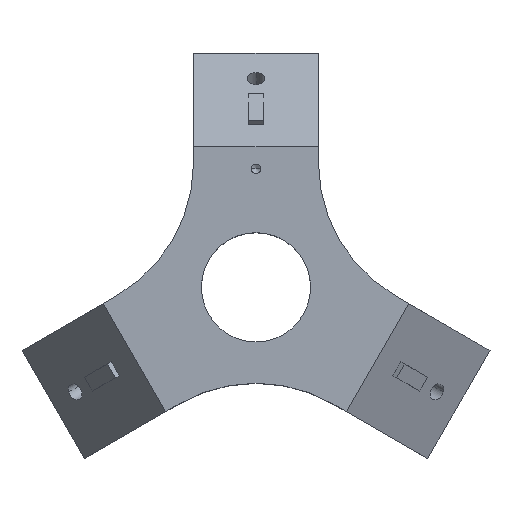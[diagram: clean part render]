
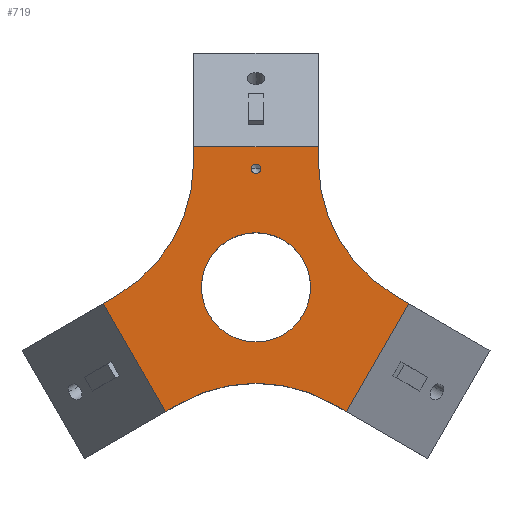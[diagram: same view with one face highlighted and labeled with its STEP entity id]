
A CAD part, top view. The second image highlights one B-rep face of the part: STEP entity #719.
In plain terms, the highlighted planar face has unit normal (0, 0, 1).
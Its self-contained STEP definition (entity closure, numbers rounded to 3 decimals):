
#57 = DIRECTION ( 'NONE',  ( 1., 0., 0. ) ) ;
#62 = ORIENTED_EDGE ( 'NONE', *, *, #1120, .F. ) ;
#65 = AXIS2_PLACEMENT_3D ( 'NONE', #1594, #562, #551 ) ;
#66 = VERTEX_POINT ( 'NONE', #554 ) ;
#69 = ORIENTED_EDGE ( 'NONE', *, *, #594, .T. ) ;
#70 = CARTESIAN_POINT ( 'NONE',  ( -20., 40., 50. ) ) ;
#86 = EDGE_CURVE ( 'NONE', #1139, #766, #1044, .T. ) ;
#90 = ORIENTED_EDGE ( 'NONE', *, *, #86, .T. ) ;
#98 = VECTOR ( 'NONE', #1381, 1000. ) ;
#109 = CARTESIAN_POINT ( 'NONE',  ( 20., 45., 50. ) ) ;
#119 = VECTOR ( 'NONE', #1556, 1000. ) ;
#121 = LINE ( 'NONE', #389, #843 ) ;
#165 = DIRECTION ( 'NONE',  ( 0., -1., 0. ) ) ;
#172 = VERTEX_POINT ( 'NONE', #850 ) ;
#173 = DIRECTION ( 'NONE',  ( 0.5, 0.866, 0. ) ) ;
#174 = VERTEX_POINT ( 'NONE', #991 ) ;
#175 = DIRECTION ( 'NONE',  ( 0., 0., -1. ) ) ;
#178 = CARTESIAN_POINT ( 'NONE',  ( -24.641, -37.321, 50. ) ) ;
#185 = DIRECTION ( 'NONE',  ( 0., 0., -1. ) ) ;
#189 = CARTESIAN_POINT ( 'NONE',  ( 48.971, -5.179, 50. ) ) ;
#204 = ORIENTED_EDGE ( 'NONE', *, *, #1034, .F. ) ;
#216 = VECTOR ( 'NONE', #829, 1000. ) ;
#218 = EDGE_CURVE ( 'NONE', #174, #641, #1173, .T. ) ;
#225 = VERTEX_POINT ( 'NONE', #873 ) ;
#245 = DIRECTION ( 'NONE',  ( 1., 0., 0. ) ) ;
#261 = FACE_BOUND ( 'NONE', #1144, .T. ) ;
#262 = CARTESIAN_POINT ( 'NONE',  ( -20., 45., 50. ) ) ;
#299 = EDGE_CURVE ( 'NONE', #639, #754, #1480, .T. ) ;
#310 = EDGE_CURVE ( 'NONE', #1150, #754, #1121, .T. ) ;
#312 = PLANE ( 'NONE',  #65 ) ;
#316 = VERTEX_POINT ( 'NONE', #109 ) ;
#341 = ORIENTED_EDGE ( 'NONE', *, *, #218, .T. ) ;
#361 = EDGE_CURVE ( 'NONE', #1300, #1115, #121, .T. ) ;
#367 = CARTESIAN_POINT ( 'NONE',  ( 0., -80., 50. ) ) ;
#370 = LINE ( 'NONE', #1666, #98 ) ;
#372 = CIRCLE ( 'NONE', #1592, 17.5 ) ;
#379 = CARTESIAN_POINT ( 'NONE',  ( -48.971, -5.179, 50. ) ) ;
#389 = CARTESIAN_POINT ( 'NONE',  ( -44.641, -2.679, 50. ) ) ;
#401 = DIRECTION ( 'NONE',  ( 0., 1., 0. ) ) ;
#429 = LINE ( 'NONE', #1464, #216 ) ;
#431 = DIRECTION ( 'NONE',  ( -0.866, -0.5, 0. ) ) ;
#451 = LINE ( 'NONE', #379, #119 ) ;
#459 = CARTESIAN_POINT ( 'NONE',  ( -48.971, -5.179, 50. ) ) ;
#462 = ORIENTED_EDGE ( 'NONE', *, *, #1667, .F. ) ;
#467 = DIRECTION ( 'NONE',  ( 1., 0., 0. ) ) ;
#468 = EDGE_CURVE ( 'NONE', #766, #1139, #372, .T. ) ;
#475 = AXIS2_PLACEMENT_3D ( 'NONE', #575, #1634, #745 ) ;
#495 = FACE_OUTER_BOUND ( 'NONE', #1223, .T. ) ;
#502 = EDGE_CURVE ( 'NONE', #639, #1279, #1098, .T. ) ;
#509 = LINE ( 'NONE', #523, #997 ) ;
#523 = CARTESIAN_POINT ( 'NONE',  ( 20., 40., 50. ) ) ;
#551 = DIRECTION ( 'NONE',  ( 1., 0., 0. ) ) ;
#554 = CARTESIAN_POINT ( 'NONE',  ( -28.971, -39.821, 50. ) ) ;
#562 = DIRECTION ( 'NONE',  ( 0., 0., 1. ) ) ;
#575 = CARTESIAN_POINT ( 'NONE',  ( 69.282, 40., 50. ) ) ;
#577 = ORIENTED_EDGE ( 'NONE', *, *, #468, .T. ) ;
#594 = EDGE_CURVE ( 'NONE', #1219, #1115, #697, .T. ) ;
#639 = VERTEX_POINT ( 'NONE', #1334 ) ;
#641 = VERTEX_POINT ( 'NONE', #1188 ) ;
#652 = AXIS2_PLACEMENT_3D ( 'NONE', #367, #765, #1021 ) ;
#659 = DIRECTION ( 'NONE',  ( 0., 0., -1. ) ) ;
#670 = DIRECTION ( 'NONE',  ( 1., 0., 0. ) ) ;
#697 = CIRCLE ( 'NONE', #1319, 49.282 ) ;
#716 = VECTOR ( 'NONE', #401, 1000. ) ;
#719 = ADVANCED_FACE ( 'NONE', ( #261, #1545, #495 ), #312, .T. ) ;
#728 = EDGE_CURVE ( 'NONE', #225, #172, #961, .T. ) ;
#740 = DIRECTION ( 'NONE',  ( -0.866, 0.5, 0. ) ) ;
#745 = DIRECTION ( 'NONE',  ( 1., 0., 0. ) ) ;
#746 = AXIS2_PLACEMENT_3D ( 'NONE', #946, #175, #1064 ) ;
#754 = VERTEX_POINT ( 'NONE', #985 ) ;
#764 = VECTOR ( 'NONE', #173, 1000. ) ;
#765 = DIRECTION ( 'NONE',  ( 0., 0., -1. ) ) ;
#766 = VERTEX_POINT ( 'NONE', #1627 ) ;
#789 = CARTESIAN_POINT ( 'NONE',  ( -20., 75., 50. ) ) ;
#808 = CARTESIAN_POINT ( 'NONE',  ( 17.5, 0., 50. ) ) ;
#829 = DIRECTION ( 'NONE',  ( 0.866, -0.5, 0. ) ) ;
#843 = VECTOR ( 'NONE', #911, 1000. ) ;
#850 = CARTESIAN_POINT ( 'NONE',  ( 1.5, 38., 50. ) ) ;
#867 = CARTESIAN_POINT ( 'NONE',  ( 0., 38., 50. ) ) ;
#873 = CARTESIAN_POINT ( 'NONE',  ( -1.5, 38., 50. ) ) ;
#908 = EDGE_CURVE ( 'NONE', #316, #1593, #370, .T. ) ;
#911 = DIRECTION ( 'NONE',  ( 0.866, 0.5, 0. ) ) ;
#931 = ORIENTED_EDGE ( 'NONE', *, *, #1494, .T. ) ;
#939 = ORIENTED_EDGE ( 'NONE', *, *, #299, .F. ) ;
#946 = CARTESIAN_POINT ( 'NONE',  ( 0., 0., 50. ) ) ;
#949 = ORIENTED_EDGE ( 'NONE', *, *, #361, .F. ) ;
#955 = ORIENTED_EDGE ( 'NONE', *, *, #908, .T. ) ;
#956 = CARTESIAN_POINT ( 'NONE',  ( -54.952, -54.821, 50. ) ) ;
#960 = EDGE_CURVE ( 'NONE', #1300, #66, #451, .T. ) ;
#961 = CIRCLE ( 'NONE', #1514, 1.5 ) ;
#969 = CARTESIAN_POINT ( 'NONE',  ( -69.282, 40., 50. ) ) ;
#981 = VECTOR ( 'NONE', #740, 1000. ) ;
#985 = CARTESIAN_POINT ( 'NONE',  ( 24.641, -37.321, 50. ) ) ;
#991 = CARTESIAN_POINT ( 'NONE',  ( 44.641, -2.679, 50. ) ) ;
#995 = ORIENTED_EDGE ( 'NONE', *, *, #1200, .F. ) ;
#997 = VECTOR ( 'NONE', #165, 1000. ) ;
#1021 = DIRECTION ( 'NONE',  ( 1., 0., 0. ) ) ;
#1028 = DIRECTION ( 'NONE',  ( 0., 0., -1. ) ) ;
#1034 = EDGE_CURVE ( 'NONE', #1219, #1593, #1392, .T. ) ;
#1044 = CIRCLE ( 'NONE', #746, 17.5 ) ;
#1049 = ORIENTED_EDGE ( 'NONE', *, *, #960, .T. ) ;
#1064 = DIRECTION ( 'NONE',  ( 1., 0., 0. ) ) ;
#1098 = LINE ( 'NONE', #1672, #764 ) ;
#1108 = DIRECTION ( 'NONE',  ( 0., 0., -1. ) ) ;
#1115 = VERTEX_POINT ( 'NONE', #1572 ) ;
#1120 = EDGE_CURVE ( 'NONE', #1150, #66, #1331, .T. ) ;
#1121 = CIRCLE ( 'NONE', #652, 49.282 ) ;
#1139 = VERTEX_POINT ( 'NONE', #808 ) ;
#1144 = EDGE_LOOP ( 'NONE', ( #90, #577 ) ) ;
#1149 = CIRCLE ( 'NONE', #1639, 1.5 ) ;
#1150 = VERTEX_POINT ( 'NONE', #178 ) ;
#1163 = ORIENTED_EDGE ( 'NONE', *, *, #310, .T. ) ;
#1171 = CARTESIAN_POINT ( 'NONE',  ( 0., 0., 50. ) ) ;
#1173 = CIRCLE ( 'NONE', #475, 49.282 ) ;
#1179 = ORIENTED_EDGE ( 'NONE', *, *, #502, .T. ) ;
#1188 = CARTESIAN_POINT ( 'NONE',  ( 20., 40., 50. ) ) ;
#1200 = EDGE_CURVE ( 'NONE', #174, #1279, #429, .T. ) ;
#1219 = VERTEX_POINT ( 'NONE', #70 ) ;
#1223 = EDGE_LOOP ( 'NONE', ( #341, #462, #955, #204, #69, #949, #1049, #62, #1163, #939, #1179, #995 ) ) ;
#1258 = CARTESIAN_POINT ( 'NONE',  ( 24.641, -37.321, 50. ) ) ;
#1272 = VECTOR ( 'NONE', #431, 1000. ) ;
#1279 = VERTEX_POINT ( 'NONE', #189 ) ;
#1300 = VERTEX_POINT ( 'NONE', #459 ) ;
#1319 = AXIS2_PLACEMENT_3D ( 'NONE', #969, #185, #57 ) ;
#1331 = LINE ( 'NONE', #956, #1272 ) ;
#1334 = CARTESIAN_POINT ( 'NONE',  ( 28.971, -39.821, 50. ) ) ;
#1381 = DIRECTION ( 'NONE',  ( -1., 0., 0. ) ) ;
#1392 = LINE ( 'NONE', #789, #716 ) ;
#1464 = CARTESIAN_POINT ( 'NONE',  ( 74.952, -20.179, 50. ) ) ;
#1480 = LINE ( 'NONE', #1258, #981 ) ;
#1494 = EDGE_CURVE ( 'NONE', #172, #225, #1149, .T. ) ;
#1514 = AXIS2_PLACEMENT_3D ( 'NONE', #867, #1108, #467 ) ;
#1545 = FACE_BOUND ( 'NONE', #1598, .T. ) ;
#1556 = DIRECTION ( 'NONE',  ( 0.5, -0.866, 0. ) ) ;
#1572 = CARTESIAN_POINT ( 'NONE',  ( -44.641, -2.679, 50. ) ) ;
#1587 = ORIENTED_EDGE ( 'NONE', *, *, #728, .T. ) ;
#1592 = AXIS2_PLACEMENT_3D ( 'NONE', #1171, #659, #670 ) ;
#1593 = VERTEX_POINT ( 'NONE', #262 ) ;
#1594 = CARTESIAN_POINT ( 'NONE',  ( 0., 0., 50. ) ) ;
#1598 = EDGE_LOOP ( 'NONE', ( #931, #1587 ) ) ;
#1627 = CARTESIAN_POINT ( 'NONE',  ( -17.5, 0., 50. ) ) ;
#1634 = DIRECTION ( 'NONE',  ( 0., 0., -1. ) ) ;
#1639 = AXIS2_PLACEMENT_3D ( 'NONE', #1644, #1028, #245 ) ;
#1644 = CARTESIAN_POINT ( 'NONE',  ( 0., 38., 50. ) ) ;
#1666 = CARTESIAN_POINT ( 'NONE',  ( 0., 45., 50. ) ) ;
#1667 = EDGE_CURVE ( 'NONE', #316, #641, #509, .T. ) ;
#1672 = CARTESIAN_POINT ( 'NONE',  ( 28.971, -39.821, 50. ) ) ;
